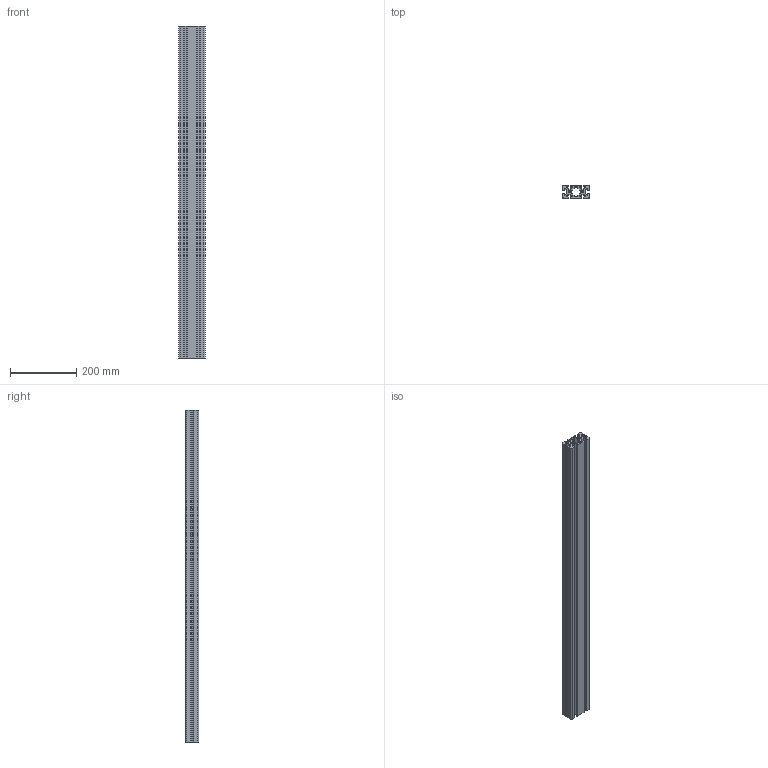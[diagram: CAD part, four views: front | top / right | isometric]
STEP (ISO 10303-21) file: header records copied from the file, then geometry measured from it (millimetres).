
FILE_DESCRIPTION(/* description */ ('KriTec Profil 8 80x40 schwer'),/* implementation_level */ '2;1');
FILE_NAME(/* name */ '10062_KriTec_Profil 8_80x40_schwer_2.stp',/* time_stamp */ '2021-03-10T16:01:32+01:00',/* author */ ('jendrek'),/* organization */ (''),/* preprocessor_version */ 'ST-DEVELOPER v17',/* originating_system */ 'Autodesk Inventor 2018',/* authorisation */ '');
FILE_SCHEMA (('AUTOMOTIVE_DESIGN { 1 0 10303 214 3 1 1 }'));
Length unit declared in the file: millimetre
Products named in the file (1): 10062
Bounding box: 80 x 40 x 1000 mm (x, y, z)
Volume: 1658252.2 mm3; surface area: 593743.8 mm2
Topology: 1 solids, 1 shells, 132 faces, 390 edges, 260 vertices
Faces by surface type: cylinder 78, plane 54
Full cylindrical faces by diameter (mm): 6.8 x2
Entity records: 4521 total; most frequent: DIRECTION 812, CARTESIAN_POINT 783, ORIENTED_EDGE 780, EDGE_CURVE 390, AXIS2_PLACEMENT_3D 289, VERTEX_POINT 260, LINE 234, VECTOR 234
